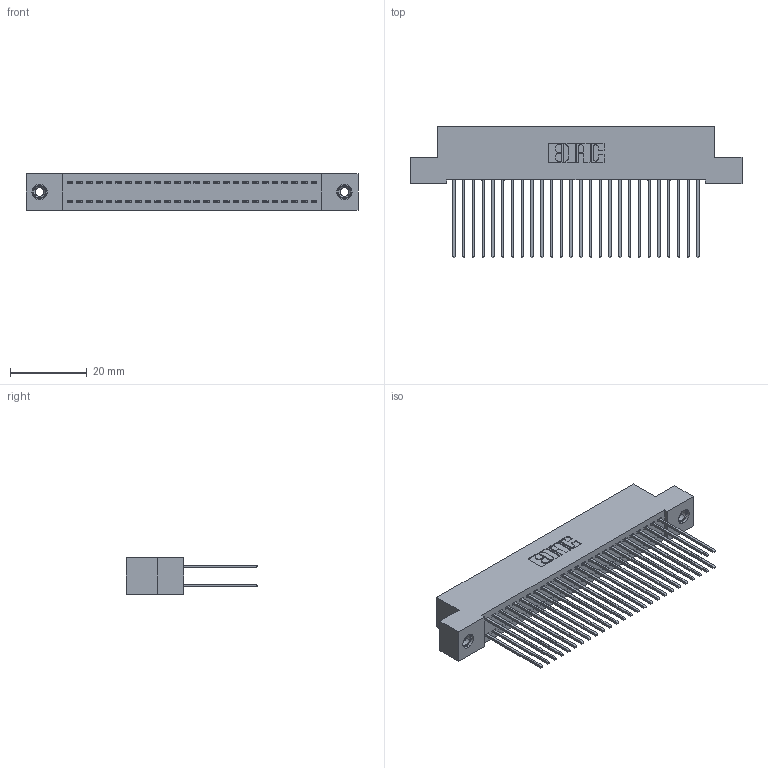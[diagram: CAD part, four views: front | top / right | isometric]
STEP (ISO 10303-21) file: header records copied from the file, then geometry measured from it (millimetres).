
FILE_DESCRIPTION (( 'STEP AP203' ), '1' );
FILE_NAME ('342-052-541-208.STEP', '2018-08-12T22:05:58', ( '' ), ( '' ), 'SwSTEP 2.0', 'SolidWorks 2016', '' );
FILE_SCHEMA (( 'CONFIG_CONTROL_DESIGN' ));
Length unit declared in the file: inch
Products named in the file (4): 342 Part_TI; 345-292-001_345-293-141; 345-250-001_345-250-003-102; 342-052-541-208
Assembly tree (55 placements, depth 2):
  342-052-541-208
    342 Part_TI
    345-292-001_345-293-141  x52
    345-250-001_345-250-003-102  x2
Bounding box: 86.36 x 34.3 x 9.4 mm (x, y, z)
Volume: 7976.3 mm3; surface area: 13948.6 mm2
Topology: 55 solids, 55 shells, 2874 faces, 8495 edges, 5586 vertices
Faces by surface type: plane 1970, cylinder 888, cone 12, torus 4
Entity records: 19868 total; most frequent: CARTESIAN_POINT 3293, ORIENTED_EDGE 3222, DIRECTION 2873, EDGE_CURVE 1611, LINE 1463, VECTOR 1463, VERTEX_POINT 1068, AXIS2_PLACEMENT_3D 705
